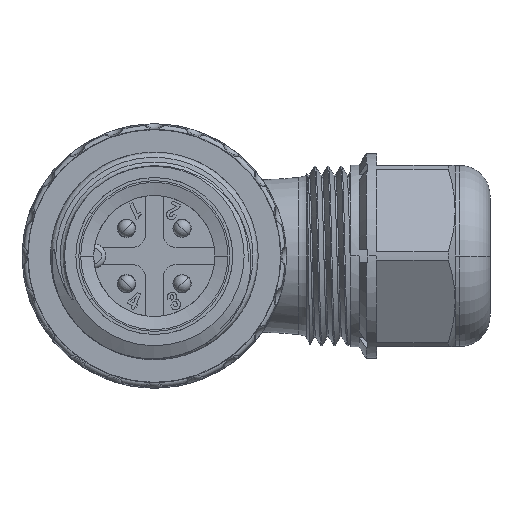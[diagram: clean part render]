
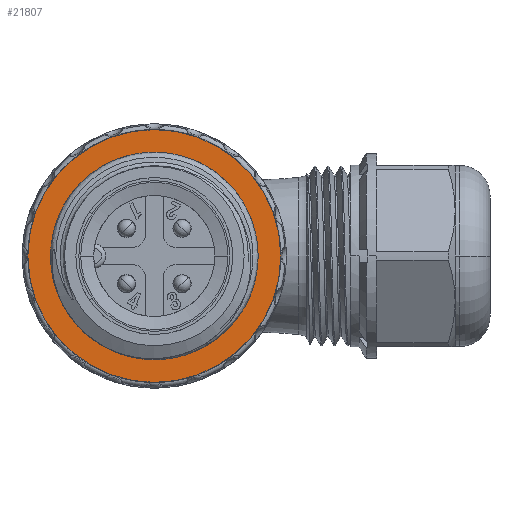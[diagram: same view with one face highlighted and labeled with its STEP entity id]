
A CAD part, left-side view. The second image highlights one B-rep face of the part: STEP entity #21807.
In plain terms, the highlighted planar face has unit normal (1, 0, 0).
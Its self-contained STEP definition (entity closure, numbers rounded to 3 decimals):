
#18821=CARTESIAN_POINT('',(-4.,0.,0.));
#18822=DIRECTION('',(-1.,0.,0.));
#18823=DIRECTION('',(0.,-1.,0.));
#18824=AXIS2_PLACEMENT_3D('',#18821,#18822,#18823);
#18826=CARTESIAN_POINT('',(-4.,0.,0.));
#18827=DIRECTION('',(-1.,0.,0.));
#18828=DIRECTION('',(0.,1.,0.));
#18829=AXIS2_PLACEMENT_3D('',#18826,#18827,#18828);
#18831=CARTESIAN_POINT('',(-4.,10.555,
2.212));
#18832=CARTESIAN_POINT('',(-4.,10.456,
2.421));
#18833=CARTESIAN_POINT('',(-4.,10.281,
2.882));
#18834=CARTESIAN_POINT('',(-4.,9.96,
3.633));
#18835=CARTESIAN_POINT('',(-4.,9.539,
4.487));
#18836=CARTESIAN_POINT('',(-4.,9.006,
5.372));
#18837=CARTESIAN_POINT('',(-4.,8.426,
6.169));
#18838=CARTESIAN_POINT('',(-4.,7.789,
6.906));
#18839=CARTESIAN_POINT('',(-4.,7.1,
7.575));
#18840=CARTESIAN_POINT('',(-4.,6.362,
8.177));
#18841=CARTESIAN_POINT('',(-4.,5.579,
8.709));
#18842=CARTESIAN_POINT('',(-4.,4.755,
9.17));
#18843=CARTESIAN_POINT('',(-4.,3.897,
9.557));
#18844=CARTESIAN_POINT('',(-4.,3.014,
9.865));
#18845=CARTESIAN_POINT('',(-4.,2.416,
10.017));
#18846=CARTESIAN_POINT('',(-4.,2.114,
10.081));
#18848=CARTESIAN_POINT('',(-4.,0.,0.));
#18849=DIRECTION('',(1.,0.,0.));
#18850=DIRECTION('',(0.,0.205,0.979));
#18851=AXIS2_PLACEMENT_3D('',#18848,#18849,#18850);
#18853=CARTESIAN_POINT('',(-4.,-5.81,
8.505));
#18854=CARTESIAN_POINT('',(-4.,-6.061,
8.334));
#18855=CARTESIAN_POINT('',(-4.,-6.545,
7.972));
#18856=CARTESIAN_POINT('',(-4.,-7.225,
7.368));
#18857=CARTESIAN_POINT('',(-4.,-7.853,
6.709));
#18858=CARTESIAN_POINT('',(-4.,-8.425,
5.996));
#18859=CARTESIAN_POINT('',(-4.,-8.938,
5.232));
#18860=CARTESIAN_POINT('',(-4.,-9.384,
4.429));
#18861=CARTESIAN_POINT('',(-4.,-9.765,
3.587));
#18862=CARTESIAN_POINT('',(-4.,-10.08,
2.697));
#18863=CARTESIAN_POINT('',(-4.,-10.328,
1.75));
#18864=CARTESIAN_POINT('',(-4.,-10.499,
0.755));
#18865=CARTESIAN_POINT('',(-4.,-10.586,
-0.241));
#18866=CARTESIAN_POINT('',(-4.,-10.603,
-1.194));
#18867=CARTESIAN_POINT('',(-4.,-10.586,
-1.739));
#18868=CARTESIAN_POINT('',(-4.,-10.599,
-1.993));
#18870=CARTESIAN_POINT('',(-4.,-10.599,
-1.993));
#18871=CARTESIAN_POINT('',(-4.,-10.612,
-2.249));
#18872=CARTESIAN_POINT('',(-4.,-10.619,
-2.763));
#18873=CARTESIAN_POINT('',(-4.,-10.575,
-3.545));
#18874=CARTESIAN_POINT('',(-4.,-10.506,
-4.07));
#18875=CARTESIAN_POINT('',(-4.,-10.461,
-4.335));
#18877=CARTESIAN_POINT('',(-4.,-10.461,
-4.335));
#18878=CARTESIAN_POINT('',(-4.,-10.433,
-4.503));
#18879=CARTESIAN_POINT('',(-4.,-10.338,
-4.856));
#18880=CARTESIAN_POINT('',(-4.,-10.124,
-5.435));
#18881=CARTESIAN_POINT('',(-4.,-9.825,
-6.074));
#18882=CARTESIAN_POINT('',(-4.,-9.429,
-6.771));
#18883=CARTESIAN_POINT('',(-4.,-8.909,
-7.524));
#18884=CARTESIAN_POINT('',(-4.,-8.296,
-8.26));
#18885=CARTESIAN_POINT('',(-4.,-7.614,
-8.944));
#18886=CARTESIAN_POINT('',(-4.,-6.872,
-9.567));
#18887=CARTESIAN_POINT('',(-4.,-6.07,
-10.127));
#18888=CARTESIAN_POINT('',(-4.,-5.211,
-10.621));
#18889=CARTESIAN_POINT('',(-4.,-4.299,
-11.044));
#18890=CARTESIAN_POINT('',(-4.,-3.352,
-11.386));
#18891=CARTESIAN_POINT('',(-4.,-2.38,
-11.643));
#18892=CARTESIAN_POINT('',(-4.,-1.393,
-11.815));
#18893=CARTESIAN_POINT('',(-4.,-0.391,-11.898));
#18894=CARTESIAN_POINT('',(-4.,0.619,-11.893));
#18895=CARTESIAN_POINT('',(-4.,1.631,-11.8));
#18896=CARTESIAN_POINT('',(-4.,2.627,-11.62));
#18897=CARTESIAN_POINT('',(-4.,3.602,-11.354));
#18898=CARTESIAN_POINT('',(-4.,4.544,-11.006));
#18899=CARTESIAN_POINT('',(-4.,5.454,-10.576));
#18900=CARTESIAN_POINT('',(-4.,6.324,-10.066));
#18901=CARTESIAN_POINT('',(-4.,7.152,-9.479));
#18902=CARTESIAN_POINT('',(-4.,7.916,
-8.829));
#18903=CARTESIAN_POINT('',(-4.,8.617,
-8.12));
#18904=CARTESIAN_POINT('',(-4.,9.252,
-7.353));
#18905=CARTESIAN_POINT('',(-4.,9.81,
-6.54));
#18906=CARTESIAN_POINT('',(-4.,10.28,
-5.707));
#18907=CARTESIAN_POINT('',(-4.,10.652,
-4.893));
#18908=CARTESIAN_POINT('',(-4.,10.926,
-4.149));
#18909=CARTESIAN_POINT('',(-4.,11.122,
-3.473));
#18910=CARTESIAN_POINT('',(-4.,11.257,
-2.865));
#18911=CARTESIAN_POINT('',(-4.,11.346,
-2.316));
#18912=CARTESIAN_POINT('',(-4.,11.399,
-1.823));
#18913=CARTESIAN_POINT('',(-4.,11.423,
-1.376));
#18914=CARTESIAN_POINT('',(-4.,11.425,
-0.974));
#18915=CARTESIAN_POINT('',(-4.,11.409,
-0.612));
#18916=CARTESIAN_POINT('',(-4.,11.375,
-0.285));
#18917=CARTESIAN_POINT('',(-4.,11.344,
-0.091));
#18918=CARTESIAN_POINT('',(-4.,11.323,
0.002));
#18920=CARTESIAN_POINT('',(-4.,11.323,
0.002));
#18921=CARTESIAN_POINT('',(-4.,11.264,
0.259));
#18922=CARTESIAN_POINT('',(-4.,11.128,
0.768));
#18923=CARTESIAN_POINT('',(-4.,10.87,
1.506));
#18924=CARTESIAN_POINT('',(-4.,10.666,
1.98));
#18925=CARTESIAN_POINT('',(-4.,10.555,
2.212));
#20917=CARTESIAN_POINT('',(-4.,14.5,0.));
#20918=VERTEX_POINT('',#20917);
#20919=CARTESIAN_POINT('',(-4.,-14.5,0.));
#20920=VERTEX_POINT('',#20919);
#20967=VERTEX_POINT('',#18831);
#20968=VERTEX_POINT('',#18846);
#20969=VERTEX_POINT('',#18920);
#20970=VERTEX_POINT('',#18877);
#20971=VERTEX_POINT('',#18870);
#20972=VERTEX_POINT('',#18853);
#21784=CARTESIAN_POINT('',(-4.,0.,0.));
#21785=DIRECTION('',(1.,0.,0.));
#21786=DIRECTION('',(0.,1.,0.));
#21787=AXIS2_PLACEMENT_3D('',#21784,#21785,#21786);
#21788=PLANE('',#21787);
#21789=ORIENTED_EDGE('',*,*,#21553,.T.);
#21790=ORIENTED_EDGE('',*,*,#21403,.T.);
#21791=EDGE_LOOP('',(#21789,#21790));
#21792=FACE_OUTER_BOUND('',#21791,.F.);
#21794=ORIENTED_EDGE('',*,*,#21793,.T.);
#21796=ORIENTED_EDGE('',*,*,#21795,.T.);
#21798=ORIENTED_EDGE('',*,*,#21797,.T.);
#21800=ORIENTED_EDGE('',*,*,#21799,.T.);
#21802=ORIENTED_EDGE('',*,*,#21801,.T.);
#21804=ORIENTED_EDGE('',*,*,#21803,.T.);
#21805=EDGE_LOOP('',(#21794,#21796,#21798,#21800,#21802,#21804));
#21806=FACE_BOUND('',#21805,.F.);
#21807=ADVANCED_FACE('',(#21792,#21806),#21788,.T.);
#18825=CIRCLE('',#18824,14.5);
#18830=CIRCLE('',#18829,14.5);
#18847=B_SPLINE_CURVE_WITH_KNOTS('',3,(#18831,#18832,#18833,#18834,#18835,
#18836,#18837,#18838,#18839,#18840,#18841,#18842,#18843,#18844,#18845,#18846),
.UNSPECIFIED.,.F.,.F.,(4,1,1,1,1,1,1,1,1,1,1,1,1,4),(0.,0.077,
0.154,0.231,0.308,0.385,
0.462,0.538,0.615,0.692,
0.769,0.846,0.923,1.),.UNSPECIFIED.);
#18852=CIRCLE('',#18851,10.3);
#18869=B_SPLINE_CURVE_WITH_KNOTS('',3,(#18853,#18854,#18855,#18856,#18857,
#18858,#18859,#18860,#18861,#18862,#18863,#18864,#18865,#18866,#18867,#18868),
.UNSPECIFIED.,.F.,.F.,(4,1,1,1,1,1,1,1,1,1,1,1,1,4),(0.,0.077,
0.154,0.231,0.308,0.385,
0.462,0.538,0.615,0.692,
0.769,0.846,0.923,1.),.UNSPECIFIED.);
#18876=B_SPLINE_CURVE_WITH_KNOTS('',3,(#18870,#18871,#18872,#18873,#18874,
#18875),.UNSPECIFIED.,.F.,.F.,(4,1,1,4),(0.,0.333,
0.667,1.),.UNSPECIFIED.);
#18919=B_SPLINE_CURVE_WITH_KNOTS('',3,(#18877,#18878,#18879,#18880,#18881,
#18882,#18883,#18884,#18885,#18886,#18887,#18888,#18889,#18890,#18891,#18892,
#18893,#18894,#18895,#18896,#18897,#18898,#18899,#18900,#18901,#18902,#18903,
#18904,#18905,#18906,#18907,#18908,#18909,#18910,#18911,#18912,#18913,#18914,
#18915,#18916,#18917,#18918),.UNSPECIFIED.,.F.,.F.,(4,1,1,1,1,1,1,1,1,1,1,1,1,1,
1,1,1,1,1,1,1,1,1,1,1,1,1,1,1,1,1,1,1,1,1,1,1,1,1,4),(0.,0.026,
0.051,0.077,0.103,0.128,
0.154,0.179,0.205,0.231,
0.256,0.282,0.308,0.333,
0.359,0.385,0.41,0.436,
0.462,0.487,0.513,0.538,
0.564,0.59,0.615,0.641,
0.667,0.692,0.718,0.744,
0.769,0.795,0.821,0.846,
0.872,0.897,0.923,0.949,
0.974,1.),.UNSPECIFIED.);
#18926=B_SPLINE_CURVE_WITH_KNOTS('',3,(#18920,#18921,#18922,#18923,#18924,
#18925),.UNSPECIFIED.,.F.,.F.,(4,1,1,4),(0.,0.333,
0.667,1.),.UNSPECIFIED.);
#21403=EDGE_CURVE('',#20918,#20920,#18830,.T.);
#21553=EDGE_CURVE('',#20920,#20918,#18825,.T.);
#21793=EDGE_CURVE('',#20967,#20968,#18847,.T.);
#21795=EDGE_CURVE('',#20968,#20972,#18852,.T.);
#21797=EDGE_CURVE('',#20972,#20971,#18869,.T.);
#21799=EDGE_CURVE('',#20971,#20970,#18876,.T.);
#21801=EDGE_CURVE('',#20970,#20969,#18919,.T.);
#21803=EDGE_CURVE('',#20969,#20967,#18926,.T.);
